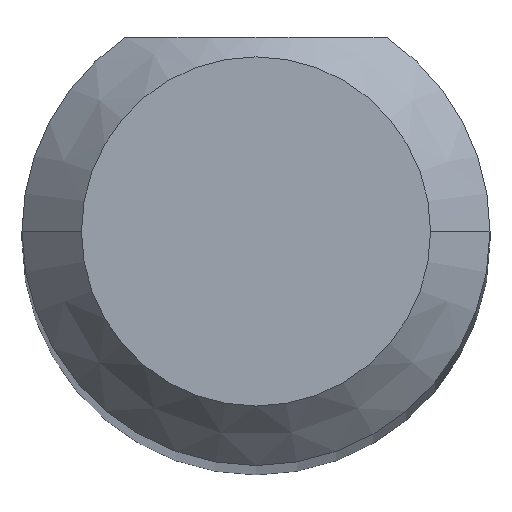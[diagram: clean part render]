
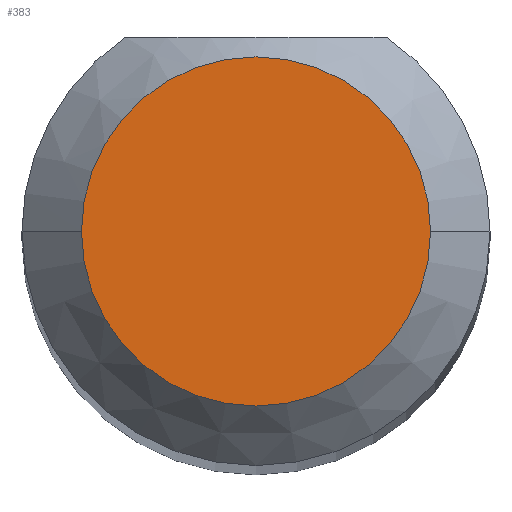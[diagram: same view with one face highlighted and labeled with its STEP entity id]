
A CAD part, top view. The second image highlights one B-rep face of the part: STEP entity #383.
In plain terms, the highlighted planar face has unit normal (0, 0, 1).
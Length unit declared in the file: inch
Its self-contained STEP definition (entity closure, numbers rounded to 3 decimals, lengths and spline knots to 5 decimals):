
#42 = AXIS2_PLACEMENT_3D ( 'NONE', #43, #93, #560 ) ;
#43 = CARTESIAN_POINT ( 'NONE',  ( 0., 0., 1.49606 ) ) ;
#50 = ORIENTED_EDGE ( 'NONE', *, *, #500, .T. ) ;
#52 = VERTEX_POINT ( 'NONE', #562 ) ;
#63 = DIRECTION ( 'NONE',  ( 0., 0., 1. ) ) ;
#89 = VERTEX_POINT ( 'NONE', #567 ) ;
#93 = DIRECTION ( 'NONE',  ( 0., 0., 1. ) ) ;
#95 = CIRCLE ( 'NONE', #508, 0.04406 ) ;
#97 = CARTESIAN_POINT ( 'NONE',  ( 0., 0., 1.49606 ) ) ;
#192 = FACE_OUTER_BOUND ( 'NONE', #327, .T. ) ;
#223 = CIRCLE ( 'NONE', #605, 0.04406 ) ;
#259 = ORIENTED_EDGE ( 'NONE', *, *, #603, .T. ) ;
#277 = DIRECTION ( 'NONE',  ( 1., 0., 0. ) ) ;
#299 = DIRECTION ( 'NONE',  ( 1., 0., 0. ) ) ;
#327 = EDGE_LOOP ( 'NONE', ( #50, #259 ) ) ;
#328 = CARTESIAN_POINT ( 'NONE',  ( 0., 0., 1.49606 ) ) ;
#383 = ADVANCED_FACE ( 'NONE', ( #192 ), #622, .T. ) ;
#500 = EDGE_CURVE ( 'NONE', #89, #52, #95, .T. ) ;
#508 = AXIS2_PLACEMENT_3D ( 'NONE', #328, #63, #277 ) ;
#560 = DIRECTION ( 'NONE',  ( 1., 0., 0. ) ) ;
#562 = CARTESIAN_POINT ( 'NONE',  ( 0.04406, 0., 1.49606 ) ) ;
#567 = CARTESIAN_POINT ( 'NONE',  ( -0.04406, 0., 1.49606 ) ) ;
#603 = EDGE_CURVE ( 'NONE', #52, #89, #223, .T. ) ;
#605 = AXIS2_PLACEMENT_3D ( 'NONE', #97, #661, #299 ) ;
#622 = PLANE ( 'NONE',  #42 ) ;
#661 = DIRECTION ( 'NONE',  ( 0., 0., 1. ) ) ;
